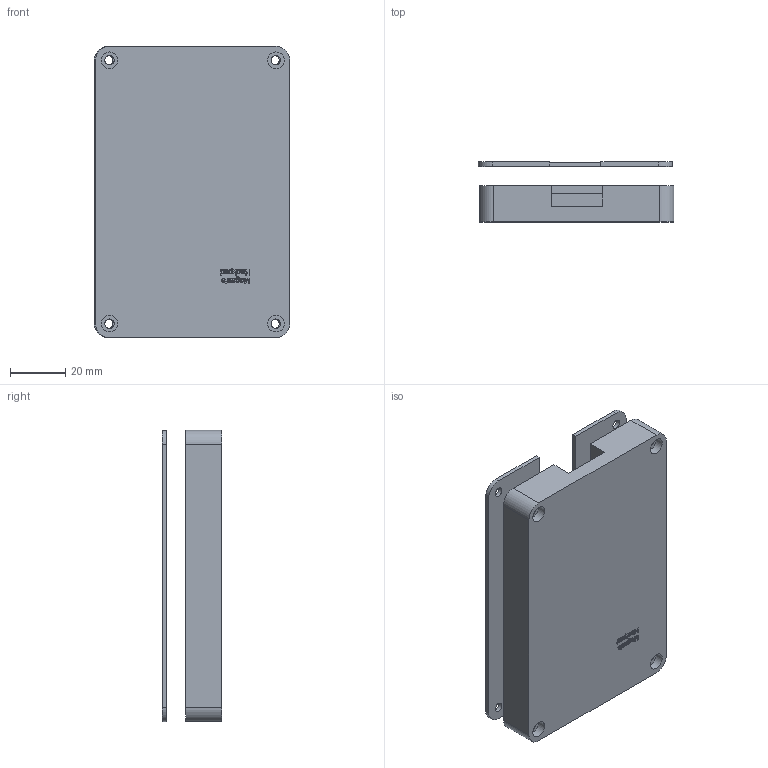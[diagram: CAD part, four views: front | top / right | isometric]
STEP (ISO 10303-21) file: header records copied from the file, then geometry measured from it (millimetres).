
FILE_DESCRIPTION(/* description */ (''),/* implementation_level */ '2;1');
FILE_NAME(/* name */ 'Full Hackpad v2.step',/* time_stamp */ '2025-05-26T14:09:49-05:00',/* author */ (''),/* organization */ (''),/* preprocessor_version */ 'ST-DEVELOPER v20',/* originating_system */ 'Autodesk Translation Framework v12.14.0.127',/* authorisation */ '');
FILE_SCHEMA (('AUTOMOTIVE_DESIGN { 1 0 10303 214 3 1 1 }'));
Length unit declared in the file: millimetre
Products named in the file (4): Full Hackpad; Hackpad Bottom; Hackpad Top 2; PCB
Assembly tree (3 placements, depth 2):
  Full Hackpad
    Hackpad Bottom
    Hackpad Top 2
    PCB
Bounding box: 70.48 x 21.5 x 105.02 mm (x, y, z)
Volume: 79429.3 mm3; surface area: 44615.6 mm2
Topology: 3 solids, 3 shells, 435 faces, 1212 edges, 808 vertices
Faces by surface type: bspline 236, plane 159, cylinder 40
Full cylindrical faces by diameter (mm): 3.4 x8, 6 x4
Entity records: 16255 total; most frequent: CARTESIAN_POINT 6474, ORIENTED_EDGE 2424, DIRECTION 1232, EDGE_CURVE 1212, VERTEX_POINT 808, LINE 660, VECTOR 660, EDGE_LOOP 486
